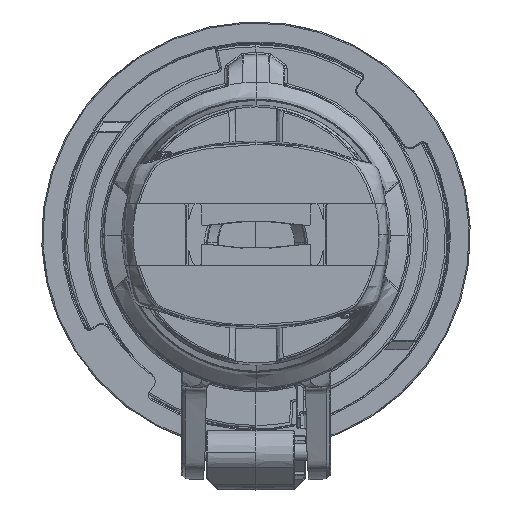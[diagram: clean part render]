
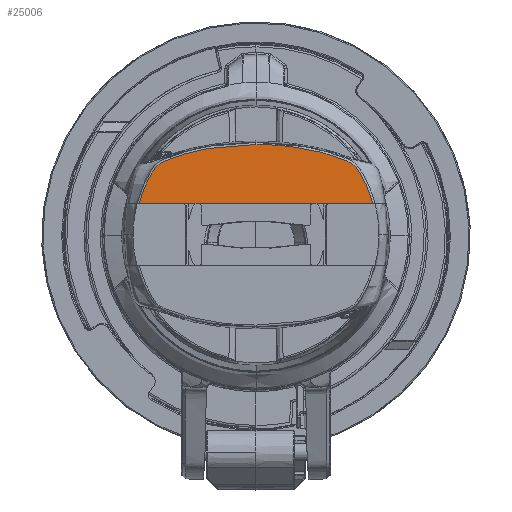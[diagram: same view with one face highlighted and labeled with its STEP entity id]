
A CAD part, top view. The second image highlights one B-rep face of the part: STEP entity #25006.
In plain terms, the highlighted planar face has unit normal (0, 0.009, 1).
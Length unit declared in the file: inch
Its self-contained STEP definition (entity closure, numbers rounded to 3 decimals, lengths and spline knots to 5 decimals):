
#2285 = CARTESIAN_POINT ( 'NONE',  ( 0.52058, 0.285, 5.66154 ) ) ;
#5679 = CARTESIAN_POINT ( 'NONE',  ( -0.11045, 0.82536, 5.65682 ) ) ;
#6085 = EDGE_CURVE ( 'NONE', #56878, #22380, #16640, .T. ) ;
#6633 = CARTESIAN_POINT ( 'NONE',  ( 0.38264, 0.79827, 5.65706 ) ) ;
#7376 = CARTESIAN_POINT ( 'NONE',  ( -0.87229, 0.65419, 5.65831 ) ) ;
#7478 = CARTESIAN_POINT ( 'NONE',  ( 0.81845, 0.6797, 5.65809 ) ) ;
#7893 = CARTESIAN_POINT ( 'NONE',  ( 1.00331, 0.4674, 5.65994 ) ) ;
#8198 = CARTESIAN_POINT ( 'NONE',  ( -0.99238, 0.49029, 5.65974 ) ) ;
#11503 = DIRECTION ( 'NONE',  ( 0., 0.009, 1. ) ) ;
#11628 = B_SPLINE_CURVE_WITH_KNOTS ( 'NONE', 3,
 ( #124488, #66091, #94689, #7893, #123223, #75908, #113378, #85314, #55023, #25721, #84886, #104459, #37215, #105326, #45240, #46922, #64845, #46084, #7478, #16419, #26979, #95109, #75479, #115094, #74215, #16013, #6633, #84447, #94276, #35929 ),
 .UNSPECIFIED., .F., .F.,
 ( 4, 2, 2, 2, 2, 2, 2, 2, 2, 2, 2, 2, 2, 2, 4 ),
 ( 0., 0.00423, 0.00634, 0.0074, 0.00845, 0.00951, 0.01004, 0.01057, 0.01162, 0.01268, 0.01479, 0.01691, 0.02113, 0.02536, 0.03381 ),
 .UNSPECIFIED. ) ;
#15263 = CARTESIAN_POINT ( 'NONE',  ( 0., 0.285, 5.66154 ) ) ;
#16013 = CARTESIAN_POINT ( 'NONE',  ( 0.437, 0.78954, 5.65713 ) ) ;
#16317 = CARTESIAN_POINT ( 'NONE',  ( -0.70651, 0.72228, 5.65772 ) ) ;
#16419 = CARTESIAN_POINT ( 'NONE',  ( 0.78041, 0.69514, 5.65796 ) ) ;
#16640 = LINE ( 'NONE', #81584, #109554 ) ;
#17066 = EDGE_CURVE ( 'NONE', #51277, #89914, #11628, .T. ) ;
#17147 = CARTESIAN_POINT ( 'NONE',  ( -0.93049, 0.59639, 5.65882 ) ) ;
#22380 = VERTEX_POINT ( 'NONE', #53948 ) ;
#22803 = EDGE_CURVE ( 'NONE', #89914, #22380, #105494, .T. ) ;
#25006 = ADVANCED_FACE ( 'NONE', ( #86252 ), #108465, .T. ) ;
#25721 = CARTESIAN_POINT ( 'NONE',  ( 0.92822, 0.59951, 5.65879 ) ) ;
#26031 = CARTESIAN_POINT ( 'NONE',  ( -0.75845, 0.70375, 5.65788 ) ) ;
#26455 = CARTESIAN_POINT ( 'NONE',  ( -1.05477, 0.33804, 5.66107 ) ) ;
#26466 = AXIS2_PLACEMENT_3D ( 'NONE', #31006, #11503, #99137 ) ;
#26979 = CARTESIAN_POINT ( 'NONE',  ( 0.75491, 0.70508, 5.65787 ) ) ;
#31006 = CARTESIAN_POINT ( 'NONE',  ( 0., 0.285, 5.66154 ) ) ;
#34638 = CARTESIAN_POINT ( 'NONE',  ( 0., 0.285, 5.66154 ) ) ;
#35823 = CARTESIAN_POINT ( 'NONE',  ( -0.82242, 0.67807, 5.65811 ) ) ;
#35929 = CARTESIAN_POINT ( 'NONE',  ( 0., 0.82536, 5.65682 ) ) ;
#36028 = CARTESIAN_POINT ( 'NONE',  ( -0.52058, 0.285, 5.66154 ) ) ;
#37215 = CARTESIAN_POINT ( 'NONE',  ( 0.90128, 0.63072, 5.65852 ) ) ;
#45240 = CARTESIAN_POINT ( 'NONE',  ( 0.88543, 0.64454, 5.6584 ) ) ;
#45977 = CARTESIAN_POINT ( 'NONE',  ( -0.90417, 0.62824, 5.65854 ) ) ;
#46084 = CARTESIAN_POINT ( 'NONE',  ( 0.83114, 0.67456, 5.65814 ) ) ;
#46922 = CARTESIAN_POINT ( 'NONE',  ( 0.86821, 0.65671, 5.65829 ) ) ;
#47639 = CARTESIAN_POINT ( 'NONE',  ( -0.95347, 0.56247, 5.65911 ) ) ;
#51277 = VERTEX_POINT ( 'NONE', #81948 ) ;
#53948 = CARTESIAN_POINT ( 'NONE',  ( -1.06883, 0.285, 5.66154 ) ) ;
#54916 = CARTESIAN_POINT ( 'NONE',  ( -0.43904, 0.7892, 5.65714 ) ) ;
#55023 = CARTESIAN_POINT ( 'NONE',  ( 0.94384, 0.57686, 5.65899 ) ) ;
#56878 = VERTEX_POINT ( 'NONE', #36028 ) ;
#57431 = CARTESIAN_POINT ( 'NONE',  ( -1.03678, 0.38999, 5.66062 ) ) ;
#58318 = EDGE_CURVE ( 'NONE', #56878, #108125, #60766, .T. ) ;
#58567 = CARTESIAN_POINT ( 'NONE',  ( 0., 0.82536, 5.65682 ) ) ;
#59898 = ORIENTED_EDGE ( 'NONE', *, *, #95692, .F. ) ;
#60766 = LINE ( 'NONE', #34638, #95881 ) ;
#60796 = EDGE_LOOP ( 'NONE', ( #59898, #120349, #106242, #97256, #75554 ) ) ;
#64339 = CARTESIAN_POINT ( 'NONE',  ( -0.22039, 0.8188, 5.65688 ) ) ;
#64750 = CARTESIAN_POINT ( 'NONE',  ( -0.68025, 0.73079, 5.65765 ) ) ;
#64845 = CARTESIAN_POINT ( 'NONE',  ( 0.85603, 0.66312, 5.65824 ) ) ;
#65569 = CARTESIAN_POINT ( 'NONE',  ( -0.86018, 0.66099, 5.65826 ) ) ;
#66091 = CARTESIAN_POINT ( 'NONE',  ( 1.05461, 0.33862, 5.66107 ) ) ;
#74215 = CARTESIAN_POINT ( 'NONE',  ( 0.54463, 0.76793, 5.65732 ) ) ;
#75479 = CARTESIAN_POINT ( 'NONE',  ( 0.67714, 0.73177, 5.65764 ) ) ;
#75554 = ORIENTED_EDGE ( 'NONE', *, *, #58318, .T. ) ;
#75908 = CARTESIAN_POINT ( 'NONE',  ( 0.97196, 0.52914, 5.65941 ) ) ;
#81584 = CARTESIAN_POINT ( 'NONE',  ( 0., 0.285, 5.66154 ) ) ;
#81948 = CARTESIAN_POINT ( 'NONE',  ( 1.06883, 0.285, 5.66154 ) ) ;
#84447 = CARTESIAN_POINT ( 'NONE',  ( 0.21934, 0.81886, 5.65688 ) ) ;
#84782 = CARTESIAN_POINT ( 'NONE',  ( -1.00419, 0.46549, 5.65996 ) ) ;
#84886 = CARTESIAN_POINT ( 'NONE',  ( 0.91993, 0.61046, 5.6587 ) ) ;
#85197 = CARTESIAN_POINT ( 'NONE',  ( -0.8942, 0.63784, 5.65846 ) ) ;
#85314 = CARTESIAN_POINT ( 'NONE',  ( 0.95116, 0.56515, 5.65909 ) ) ;
#85620 = CARTESIAN_POINT ( 'NONE',  ( -0.92235, 0.6074, 5.65872 ) ) ;
#86252 = FACE_OUTER_BOUND ( 'NONE', #60796, .T. ) ;
#89914 = VERTEX_POINT ( 'NONE', #58567 ) ;
#92221 = DIRECTION ( 'NONE',  ( -1., 0., 0. ) ) ;
#94157 = CARTESIAN_POINT ( 'NONE',  ( -0.78411, 0.69367, 5.65797 ) ) ;
#94276 = CARTESIAN_POINT ( 'NONE',  ( 0.10992, 0.82536, 5.65682 ) ) ;
#94585 = CARTESIAN_POINT ( 'NONE',  ( -1.06883, 0.285, 5.66154 ) ) ;
#94689 = CARTESIAN_POINT ( 'NONE',  ( 1.03641, 0.39107, 5.66061 ) ) ;
#95109 = CARTESIAN_POINT ( 'NONE',  ( 0.70326, 0.72336, 5.65771 ) ) ;
#95692 = EDGE_CURVE ( 'NONE', #51277, #108125, #96120, .T. ) ;
#95881 = VECTOR ( 'NONE', #102737, 39.37008 ) ;
#96120 = LINE ( 'NONE', #15263, #117383 ) ;
#97256 = ORIENTED_EDGE ( 'NONE', *, *, #6085, .F. ) ;
#99137 = DIRECTION ( 'NONE',  ( 0., -1., 0.009 ) ) ;
#102737 = DIRECTION ( 'NONE',  ( 1., 0., 0. ) ) ;
#103525 = CARTESIAN_POINT ( 'NONE',  ( 0., 0.82536, 5.65682 ) ) ;
#103948 = CARTESIAN_POINT ( 'NONE',  ( -0.83519, 0.67286, 5.65815 ) ) ;
#104355 = CARTESIAN_POINT ( 'NONE',  ( -0.96696, 0.53874, 5.65932 ) ) ;
#104459 = CARTESIAN_POINT ( 'NONE',  ( 0.90612, 0.62579, 5.65856 ) ) ;
#105326 = CARTESIAN_POINT ( 'NONE',  ( 0.89097, 0.64008, 5.65844 ) ) ;
#105494 = B_SPLINE_CURVE_WITH_KNOTS ( 'NONE', 3,
 ( #103525, #5679, #64339, #113277, #54916, #123127, #123563, #64750, #16317, #26031, #94157, #35823, #103948, #65569, #7376, #85197, #45977, #85620, #17147, #47639, #104355, #8198, #84782, #57431, #26455, #94585 ),
 .UNSPECIFIED., .F., .F.,
 ( 4, 2, 2, 2, 2, 2, 2, 2, 2, 2, 2, 2, 4 ),
 ( 0., 0.00839, 0.01259, 0.01678, 0.01888, 0.02098, 0.02203, 0.02307, 0.02412, 0.02517, 0.02727, 0.02937, 0.03356 ),
 .UNSPECIFIED. ) ;
#106242 = ORIENTED_EDGE ( 'NONE', *, *, #22803, .T. ) ;
#108125 = VERTEX_POINT ( 'NONE', #2285 ) ;
#108465 = PLANE ( 'NONE',  #26466 ) ;
#109554 = VECTOR ( 'NONE', #110522, 39.37008 ) ;
#110522 = DIRECTION ( 'NONE',  ( -1., 0., 0. ) ) ;
#113277 = CARTESIAN_POINT ( 'NONE',  ( -0.38443, 0.798, 5.65706 ) ) ;
#113378 = CARTESIAN_POINT ( 'NONE',  ( 0.96523, 0.54128, 5.6593 ) ) ;
#115094 = CARTESIAN_POINT ( 'NONE',  ( 0.59799, 0.75505, 5.65743 ) ) ;
#117383 = VECTOR ( 'NONE', #92221, 39.37008 ) ;
#120349 = ORIENTED_EDGE ( 'NONE', *, *, #17066, .T. ) ;
#123127 = CARTESIAN_POINT ( 'NONE',  ( -0.54718, 0.76736, 5.65733 ) ) ;
#123223 = CARTESIAN_POINT ( 'NONE',  ( 0.99136, 0.49239, 5.65973 ) ) ;
#123563 = CARTESIAN_POINT ( 'NONE',  ( -0.60077, 0.75434, 5.65744 ) ) ;
#124488 = CARTESIAN_POINT ( 'NONE',  ( 1.06883, 0.285, 5.66154 ) ) ;
